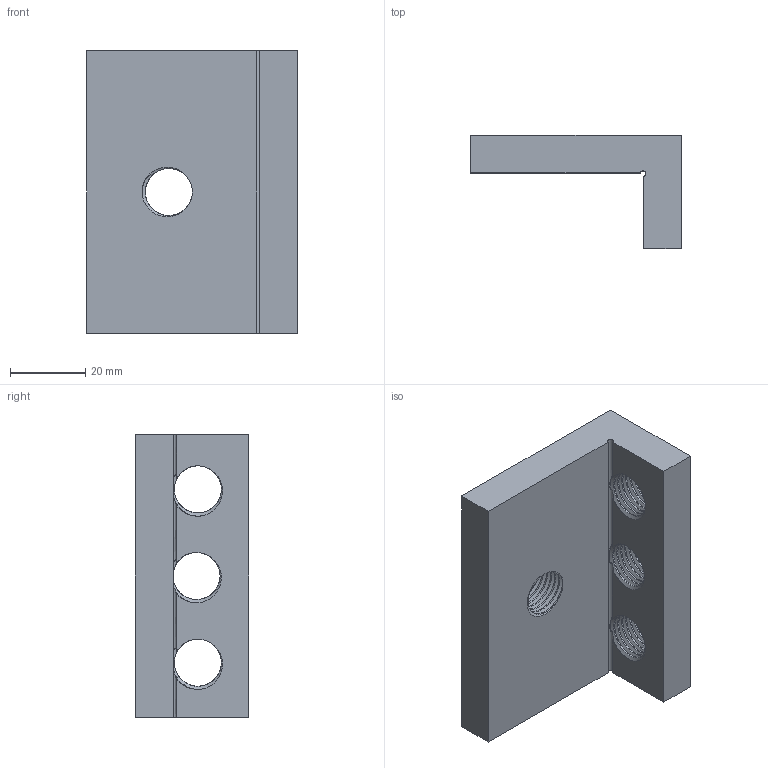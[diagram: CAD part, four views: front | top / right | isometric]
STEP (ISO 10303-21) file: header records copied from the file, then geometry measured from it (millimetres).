
FILE_DESCRIPTION(/* description */ (''),/* implementation_level */ '2;1');
FILE_NAME(/* name */ 'cam_side_jig.step',/* time_stamp */ '2024-11-14T20:08:40-08:00',/* author */ (''),/* organization */ (''),/* preprocessor_version */ 'ST-DEVELOPER v20',/* originating_system */ 'Autodesk Translation Framework v13.20.0.188',/* authorisation */ '');
FILE_SCHEMA (('AUTOMOTIVE_DESIGN { 1 0 10303 214 3 1 1 }'));
Length unit declared in the file: millimetre
Products named in the file (1): cam lock test
Bounding box: 55.9 x 30 x 75 mm (x, y, z)
Volume: 51365.7 mm3; surface area: 16117.3 mm2
Topology: 1 solids, 1 shells, 90 faces, 273 edges, 182 vertices
Faces by surface type: cylinder 68, bspline 14, plane 8
Full cylindrical faces by diameter (mm): 12.526 x24, 14.203 x21
Entity records: 10741 total; most frequent: CARTESIAN_POINT 8613, ORIENTED_EDGE 546, EDGE_CURVE 273, DIRECTION 273, VERTEX_POINT 182, B_SPLINE_CURVE_WITH_KNOTS 176, AXIS2_PLACEMENT_3D 99, EDGE_LOOP 95
